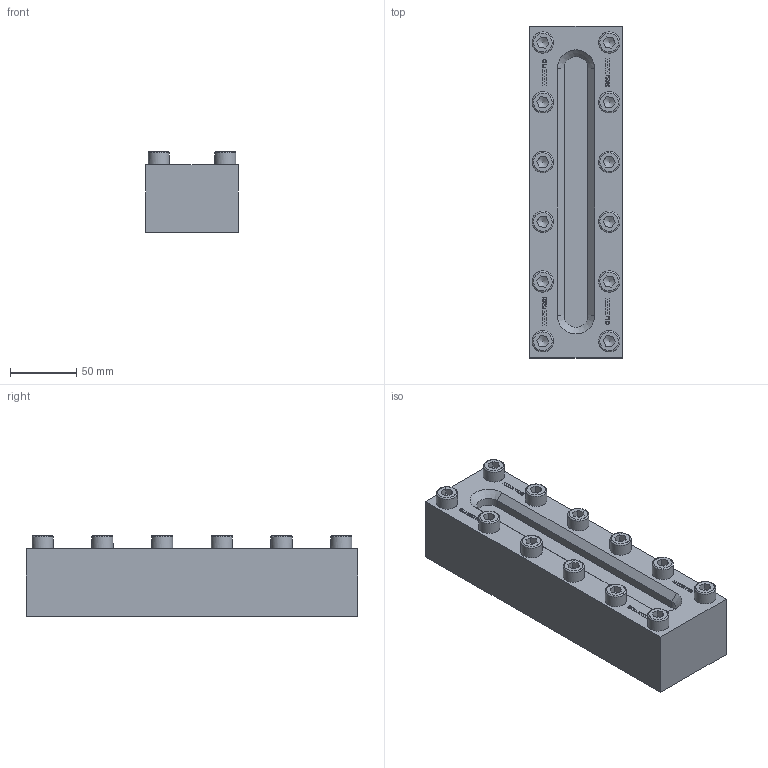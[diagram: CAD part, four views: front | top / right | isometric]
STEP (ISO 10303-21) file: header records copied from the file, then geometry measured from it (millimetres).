
FILE_DESCRIPTION(('HOOPS Exchange Step'),'2;1');
FILE_NAME('BS03_03.stp','2025-05-26T11:46:04+02:00',('nieru'),('Unknown organisation'),'HOOPS Exchange 2024.2','HOOPS Exchange','Unknown authorisation');
FILE_SCHEMA( ('AP203_CONFIGURATION_CONTROLLED_3D_DESIGN_OF_MECHANICAL_PARTS_AND_ASSEMBLIES_MIM_LF') );
Length unit declared in the file: millimetre
Products named in the file (1): root
Bounding box: 70 x 250 x 60.9 mm (x, y, z)
Volume: 813081.4 mm3; surface area: 85152.6 mm2
Topology: 1 solids, 1 shells, 636 faces, 1736 edges, 1164 vertices
Faces by surface type: plane 562, bspline 32, cylinder 16, cone 14, torus 12
Full cylindrical faces by diameter (mm): 16 x12
Entity records: 34478 total; most frequent: CARTESIAN_POINT 18833, ORIENTED_EDGE 3448, DIRECTION 2708, EDGE_CURVE 1724, VECTOR 1454, LINE 1454, VERTEX_POINT 1164, EDGE_LOOP 710
